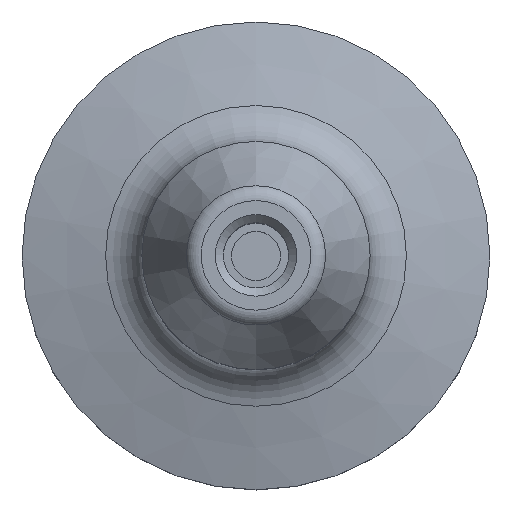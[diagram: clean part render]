
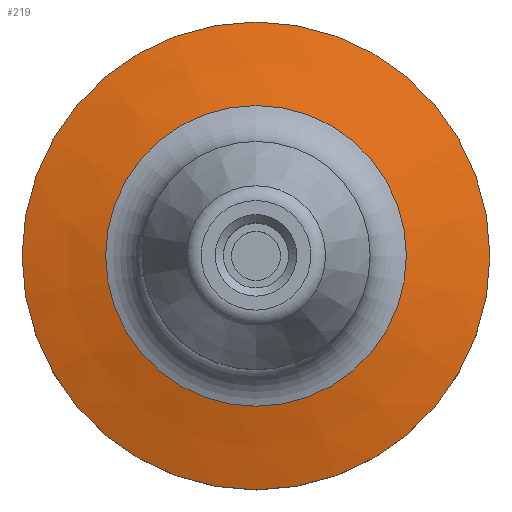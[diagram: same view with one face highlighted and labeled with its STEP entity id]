
A CAD part, top view. The second image highlights one B-rep face of the part: STEP entity #219.
In plain terms, the highlighted conical face has half-angle 75 degrees and reference radius 9.223 mm.
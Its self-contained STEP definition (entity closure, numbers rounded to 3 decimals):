
#101=CONICAL_SURFACE('',#797,9.224,75.);
#157=FACE_BOUND('',#320,.T.);
#158=FACE_BOUND('',#321,.T.);
#219=ADVANCED_FACE('',(#157,#158),#101,.T.);
#320=EDGE_LOOP('',(#490));
#321=EDGE_LOOP('',(#491));
#490=ORIENTED_EDGE('',*,*,#657,.F.);
#491=ORIENTED_EDGE('',*,*,#656,.T.);
#571=VERTEX_POINT('',#1361);
#572=VERTEX_POINT('',#1364);
#656=EDGE_CURVE('',#571,#571,#705,.T.);
#657=EDGE_CURVE('',#572,#572,#706,.T.);
#705=CIRCLE('',#794,9.224);
#706=CIRCLE('',#796,14.35);
#794=AXIS2_PLACEMENT_3D('',#1360,#982,#983);
#796=AXIS2_PLACEMENT_3D('',#1363,#986,#987);
#797=AXIS2_PLACEMENT_3D('',#1365,#988,#989);
#982=DIRECTION('',(0.,0.,-1.));
#983=DIRECTION('',(0.,1.,0.));
#986=DIRECTION('',(0.,0.,-1.));
#987=DIRECTION('',(0.,1.,0.));
#988=DIRECTION('',(0.,0.,-1.));
#989=DIRECTION('',(0.,1.,0.));
#1360=CARTESIAN_POINT('',(0.,0.,7.874));
#1361=CARTESIAN_POINT('',(0.,9.224,7.874));
#1363=CARTESIAN_POINT('',(0.,0.,6.5));
#1364=CARTESIAN_POINT('',(0.,14.35,6.5));
#1365=CARTESIAN_POINT('',(0.,0.,7.874));
